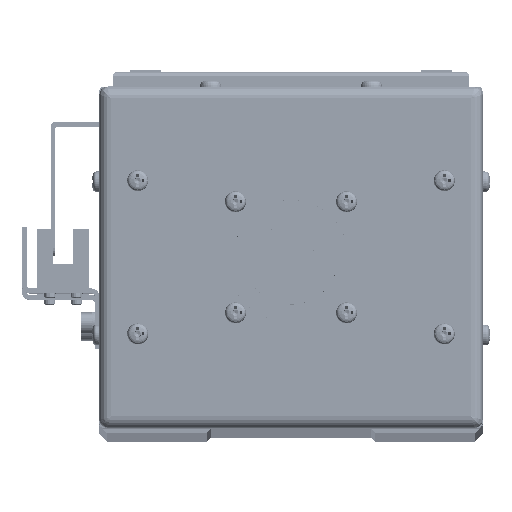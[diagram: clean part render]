
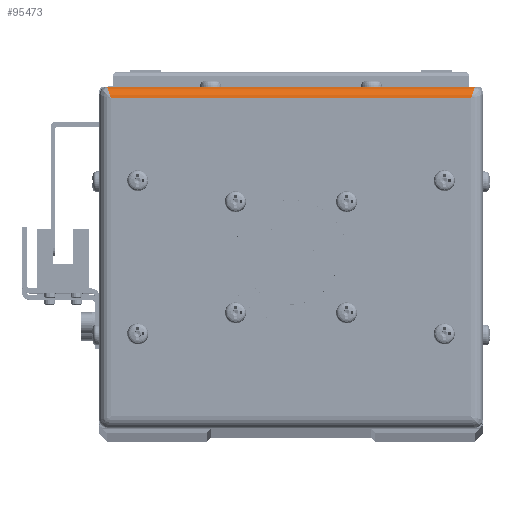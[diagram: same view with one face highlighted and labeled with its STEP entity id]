
A CAD part, top view. The second image highlights one B-rep face of the part: STEP entity #95473.
In plain terms, the highlighted cylindrical face has radius 3 mm (diameter 6 mm), a partial arc.
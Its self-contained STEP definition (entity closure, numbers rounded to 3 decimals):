
#1835 = CYLINDRICAL_SURFACE ( 'NONE', #5508, 3. ) ;
#2212 = CARTESIAN_POINT ( 'NONE',  ( 47., 41.5, 2.5 ) ) ;
#2742 = VERTEX_POINT ( 'NONE', #93645 ) ;
#5508 = AXIS2_PLACEMENT_3D ( 'NONE', #49064, #98918, #118937 ) ;
#13327 = CARTESIAN_POINT ( 'NONE',  ( -47.586, 43.257, 2.5 ) ) ;
#15246 = DIRECTION ( 'NONE',  ( 1., 0., 0. ) ) ;
#19049 = ORIENTED_EDGE ( 'NONE', *, *, #19141, .F. ) ;
#19141 = EDGE_CURVE ( 'NONE', #44863, #115420, #113006, .T. ) ;
#19329 = DIRECTION ( 'NONE',  ( -1., 0., 0. ) ) ;
#26263 = ORIENTED_EDGE ( 'NONE', *, *, #59329, .T. ) ;
#29425 = VERTEX_POINT ( 'NONE', #117081 ) ;
#31079 = CARTESIAN_POINT ( 'NONE',  ( 48., 44.5, -0.5 ) ) ;
#32954 = CARTESIAN_POINT ( 'NONE',  ( -47., 41.5, 2.5 ) ) ;
#33256 = VECTOR ( 'NONE', #19329, 1000. ) ;
#44863 = VERTEX_POINT ( 'NONE', #48318 ) ;
#48318 = CARTESIAN_POINT ( 'NONE',  ( 47., 41.5, 2.5 ) ) ;
#48512 =( BOUNDED_CURVE ( )  B_SPLINE_CURVE ( 3, ( #31079, #52046, #62141, #2212 ),
 .UNSPECIFIED., .F., .F. ) 
 B_SPLINE_CURVE_WITH_KNOTS ( ( 4, 4 ),
 ( 0., 1.571 ),
 .UNSPECIFIED. ) 
 CURVE ( )  GEOMETRIC_REPRESENTATION_ITEM ( )  RATIONAL_B_SPLINE_CURVE ( ( 1., 0.805, 0.805, 1. ) ) 
 REPRESENTATION_ITEM ( '' )  );
#49064 = CARTESIAN_POINT ( 'NONE',  ( -48., 41.5, -0.5 ) ) ;
#52046 = CARTESIAN_POINT ( 'NONE',  ( 48., 44.5, 1.257 ) ) ;
#58214 = FACE_OUTER_BOUND ( 'NONE', #92072, .T. ) ;
#59329 = EDGE_CURVE ( 'NONE', #2742, #115420, #78287, .T. ) ;
#61110 = CARTESIAN_POINT ( 'NONE',  ( -48., 41.5, 2.5 ) ) ;
#62141 = CARTESIAN_POINT ( 'NONE',  ( 47.586, 43.257, 2.5 ) ) ;
#63195 = CARTESIAN_POINT ( 'NONE',  ( -48., 44.5, -0.5 ) ) ;
#66823 = ORIENTED_EDGE ( 'NONE', *, *, #95694, .F. ) ;
#78287 =( BOUNDED_CURVE ( )  B_SPLINE_CURVE ( 3, ( #63195, #122999, #13327, #83330 ),
 .UNSPECIFIED., .F., .F. ) 
 B_SPLINE_CURVE_WITH_KNOTS ( ( 4, 4 ),
 ( 0., 1.571 ),
 .UNSPECIFIED. ) 
 CURVE ( )  GEOMETRIC_REPRESENTATION_ITEM ( )  RATIONAL_B_SPLINE_CURVE ( ( 1., 0.805, 0.805, 1. ) ) 
 REPRESENTATION_ITEM ( '' )  );
#83330 = CARTESIAN_POINT ( 'NONE',  ( -47., 41.5, 2.5 ) ) ;
#84813 = CARTESIAN_POINT ( 'NONE',  ( 48., 44.5, -0.5 ) ) ;
#92072 = EDGE_LOOP ( 'NONE', ( #26263, #19049, #66823, #102132 ) ) ;
#93645 = CARTESIAN_POINT ( 'NONE',  ( -48., 44.5, -0.5 ) ) ;
#95473 = ADVANCED_FACE ( 'NONE', ( #58214 ), #1835, .T. ) ;
#95694 = EDGE_CURVE ( 'NONE', #29425, #44863, #48512, .T. ) ;
#98918 = DIRECTION ( 'NONE',  ( 1., 0., 0. ) ) ;
#102132 = ORIENTED_EDGE ( 'NONE', *, *, #114064, .F. ) ;
#111526 = VECTOR ( 'NONE', #15246, 1000. ) ;
#113006 = LINE ( 'NONE', #61110, #33256 ) ;
#114064 = EDGE_CURVE ( 'NONE', #2742, #29425, #127223, .T. ) ;
#115420 = VERTEX_POINT ( 'NONE', #32954 ) ;
#117081 = CARTESIAN_POINT ( 'NONE',  ( 48., 44.5, -0.5 ) ) ;
#118937 = DIRECTION ( 'NONE',  ( 0., 0., -1. ) ) ;
#122999 = CARTESIAN_POINT ( 'NONE',  ( -48., 44.5, 1.257 ) ) ;
#127223 = LINE ( 'NONE', #84813, #111526 ) ;
